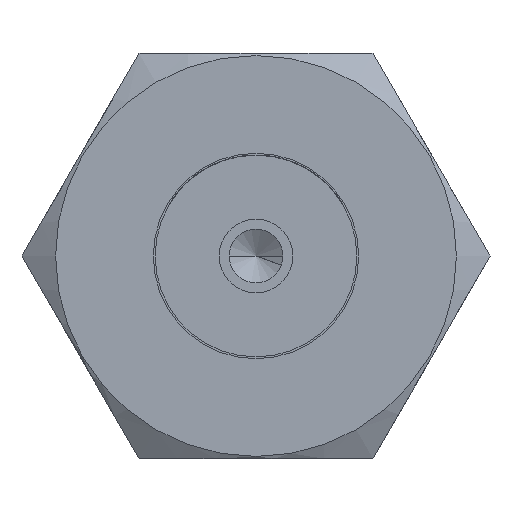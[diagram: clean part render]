
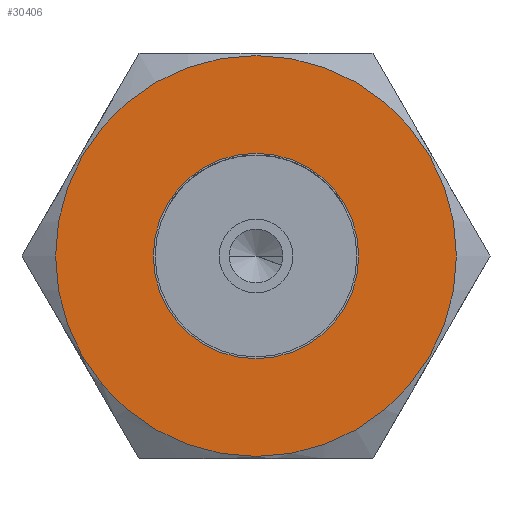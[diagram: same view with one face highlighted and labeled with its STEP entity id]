
A CAD part, left-side view. The second image highlights one B-rep face of the part: STEP entity #30406.
In plain terms, the highlighted planar face has unit normal (-1, 0, 0).
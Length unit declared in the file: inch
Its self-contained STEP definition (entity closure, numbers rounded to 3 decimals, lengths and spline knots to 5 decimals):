
#384 = AXIS2_PLACEMENT_3D ( 'NONE', #4975, #7316, #23856 ) ;
#2364 = ORIENTED_EDGE ( 'NONE', *, *, #3820, .F. ) ;
#3109 = AXIS2_PLACEMENT_3D ( 'NONE', #28071, #16102, #18577 ) ;
#3813 = VERTEX_POINT ( 'NONE', #4451 ) ;
#3820 = EDGE_CURVE ( 'NONE', #3813, #18122, #16578, .T. ) ;
#4451 = CARTESIAN_POINT ( 'NONE',  ( -1.13, 0., -0.68 ) ) ;
#4975 = CARTESIAN_POINT ( 'NONE',  ( -1.13, 0., 0. ) ) ;
#5601 = CIRCLE ( 'NONE', #13029, 0.3485 ) ;
#6401 = ORIENTED_EDGE ( 'NONE', *, *, #9536, .F. ) ;
#7316 = DIRECTION ( 'NONE',  ( 1., 0., 0. ) ) ;
#8141 = DIRECTION ( 'NONE',  ( 0., 0., -1. ) ) ;
#9021 = CARTESIAN_POINT ( 'NONE',  ( -1.13, 0., -0.3485 ) ) ;
#9536 = EDGE_CURVE ( 'NONE', #18122, #3813, #22144, .T. ) ;
#9588 = CARTESIAN_POINT ( 'NONE',  ( -1.13, 0., 0.68 ) ) ;
#10366 = CARTESIAN_POINT ( 'NONE',  ( -1.13, 0., 0. ) ) ;
#11174 = EDGE_LOOP ( 'NONE', ( #27059, #11543 ) ) ;
#11543 = ORIENTED_EDGE ( 'NONE', *, *, #21352, .T. ) ;
#13029 = AXIS2_PLACEMENT_3D ( 'NONE', #22305, #29613, #8141 ) ;
#15270 = FACE_OUTER_BOUND ( 'NONE', #21900, .T. ) ;
#15579 = DIRECTION ( 'NONE',  ( -1., 0., 0. ) ) ;
#15787 = CARTESIAN_POINT ( 'NONE',  ( -1.13, 0.68, 0. ) ) ;
#16102 = DIRECTION ( 'NONE',  ( 1., 0., 0. ) ) ;
#16578 = CIRCLE ( 'NONE', #3109, 0.68 ) ;
#16633 = CIRCLE ( 'NONE', #19508, 0.3485 ) ;
#17178 = DIRECTION ( 'NONE',  ( 0., 0., -1. ) ) ;
#18122 = VERTEX_POINT ( 'NONE', #9588 ) ;
#18577 = DIRECTION ( 'NONE',  ( 0., 0., -1. ) ) ;
#19348 = DIRECTION ( 'NONE',  ( 1., 0., 0. ) ) ;
#19508 = AXIS2_PLACEMENT_3D ( 'NONE', #10366, #19348, #17178 ) ;
#21352 = EDGE_CURVE ( 'NONE', #28781, #24365, #16633, .T. ) ;
#21900 = EDGE_LOOP ( 'NONE', ( #2364, #6401 ) ) ;
#22144 = CIRCLE ( 'NONE', #384, 0.68 ) ;
#22305 = CARTESIAN_POINT ( 'NONE',  ( -1.13, 0., 0. ) ) ;
#23173 = AXIS2_PLACEMENT_3D ( 'NONE', #15787, #15579, #27461 ) ;
#23856 = DIRECTION ( 'NONE',  ( 0., 0., -1. ) ) ;
#24365 = VERTEX_POINT ( 'NONE', #9021 ) ;
#24873 = PLANE ( 'NONE',  #23173 ) ;
#25309 = EDGE_CURVE ( 'NONE', #24365, #28781, #5601, .T. ) ;
#27059 = ORIENTED_EDGE ( 'NONE', *, *, #25309, .T. ) ;
#27430 = FACE_BOUND ( 'NONE', #11174, .T. ) ;
#27461 = DIRECTION ( 'NONE',  ( 0., 0., 1. ) ) ;
#27904 = CARTESIAN_POINT ( 'NONE',  ( -1.13, 0., 0.3485 ) ) ;
#28071 = CARTESIAN_POINT ( 'NONE',  ( -1.13, 0., 0. ) ) ;
#28781 = VERTEX_POINT ( 'NONE', #27904 ) ;
#29613 = DIRECTION ( 'NONE',  ( 1., 0., 0. ) ) ;
#30406 = ADVANCED_FACE ( 'NONE', ( #27430, #15270 ), #24873, .T. ) ;
